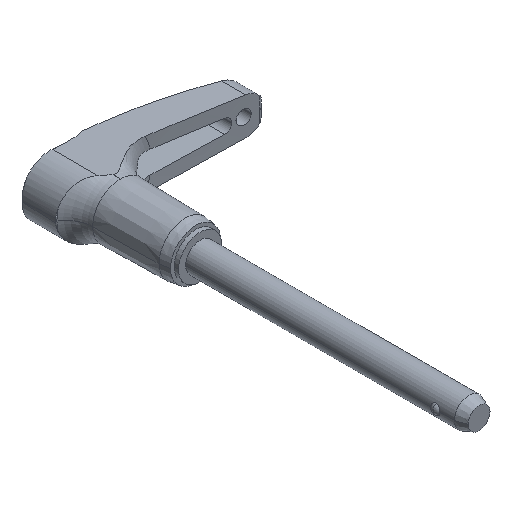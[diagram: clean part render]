
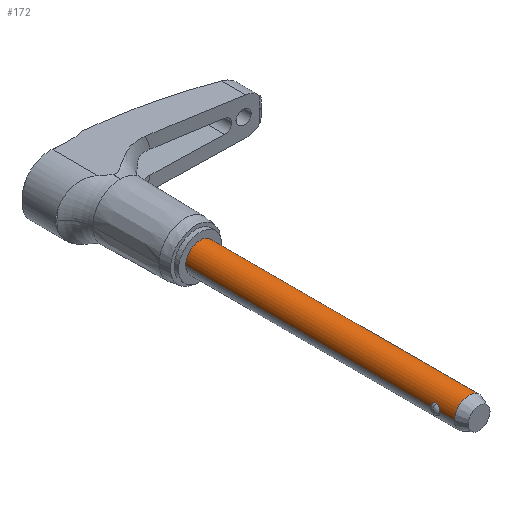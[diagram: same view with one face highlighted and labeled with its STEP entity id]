
A CAD part, isometric view. The second image highlights one B-rep face of the part: STEP entity #172.
In plain terms, the highlighted cylindrical face has radius 3.175 mm (diameter 6.35 mm), a partial arc.
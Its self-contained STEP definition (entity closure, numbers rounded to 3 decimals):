
#172=ADVANCED_FACE('',(#358),#359,.T.);
#358=FACE_OUTER_BOUND('',#550,.T.);
#359=CYLINDRICAL_SURFACE('',#551,3.175);
#550=EDGE_LOOP('',(#1004,#1005,#1006,#1007,#1008,#1009,#1010,#1011,#1012,#1013));
#551=AXIS2_PLACEMENT_3D('',#1014,#1015,#1016);
#1004=ORIENTED_EDGE('',*,*,#1247,.T.);
#1005=ORIENTED_EDGE('',*,*,#1241,.T.);
#1006=ORIENTED_EDGE('',*,*,#1331,.T.);
#1007=ORIENTED_EDGE('',*,*,#1252,.T.);
#1008=ORIENTED_EDGE('',*,*,#1157,.F.);
#1009=ORIENTED_EDGE('',*,*,#1251,.T.);
#1010=ORIENTED_EDGE('',*,*,#1280,.T.);
#1011=ORIENTED_EDGE('',*,*,#1335,.T.);
#1012=ORIENTED_EDGE('',*,*,#1248,.T.);
#1013=ORIENTED_EDGE('',*,*,#1336,.T.);
#1014=CARTESIAN_POINT('',(0.0,-30.353,0.0));
#1015=DIRECTION('',(-0.0,1.0,0.0));
#1016=DIRECTION('',(1.0,0.0,0.0));
#1157=EDGE_CURVE('',#1378,#1377,#1380,.T.);
#1241=EDGE_CURVE('',#1523,#1521,#1524,.T.);
#1247=EDGE_CURVE('',#1399,#1523,#1530,.T.);
#1248=EDGE_CURVE('',#1531,#1403,#1532,.T.);
#1251=EDGE_CURVE('',#1378,#1535,#1537,.T.);
#1252=EDGE_CURVE('',#1538,#1377,#1539,.T.);
#1280=EDGE_CURVE('',#1535,#1577,#1579,.T.);
#1331=EDGE_CURVE('',#1521,#1538,#1641,.T.);
#1335=EDGE_CURVE('',#1577,#1531,#1645,.T.);
#1336=EDGE_CURVE('',#1403,#1399,#1646,.T.);
#1377=VERTEX_POINT('',#1745);
#1378=VERTEX_POINT('',#1746);
#1380=CIRCLE('',#1748,3.175);
#1399=VERTEX_POINT('',#1836);
#1403=VERTEX_POINT('',#1841);
#1521=VERTEX_POINT('',#2367);
#1523=VERTEX_POINT('',#2369);
#1524=B_SPLINE_CURVE_WITH_KNOTS('',3,(#2370,#2371,#2372,#2373,#2374,#2375,#2376,#2377,#2378,#2379,#2380,#2381,#2382,#2383),.UNSPECIFIED.,.F.,.F.,(4,2,2,2,2,2,4),(1.601,1.892,2.183,2.351,2.519,2.861,3.203),.UNSPECIFIED.);
#1530=LINE('',#2402,#2403);
#1531=VERTEX_POINT('',#2404);
#1532=LINE('',#2405,#2406);
#1535=VERTEX_POINT('',#2422);
#1537=LINE('',#2437,#2438);
#1538=VERTEX_POINT('',#2439);
#1539=LINE('',#2440,#2441);
#1577=VERTEX_POINT('',#2512);
#1579=B_SPLINE_CURVE_WITH_KNOTS('',3,(#2514,#2515,#2516,#2517,#2518,#2519,#2520,#2521,#2522,#2523,#2524,#2525,#2526,#2527),.UNSPECIFIED.,.F.,.F.,(4,2,2,2,2,2,4),(4.804,5.095,5.386,5.554,5.722,6.064,6.406),.UNSPECIFIED.);
#1641=B_SPLINE_CURVE_WITH_KNOTS('',3,(#2815,#2816,#2817,#2818,#2819,#2820,#2821,#2822,#2823,#2824,#2825,#2826,#2827,#2828),.UNSPECIFIED.,.F.,.F.,(4,2,2,2,2,2,4),(3.203,3.545,3.887,4.055,4.223,4.514,4.804),.UNSPECIFIED.);
#1645=B_SPLINE_CURVE_WITH_KNOTS('',3,(#2867,#2868,#2869,#2870,#2871,#2872,#2873,#2874,#2875,#2876,#2877,#2878,#2879,#2880),.UNSPECIFIED.,.F.,.F.,(4,2,2,2,2,2,4),(0.0,0.342,0.684,0.852,1.02,1.311,1.601),.UNSPECIFIED.);
#1646=CIRCLE('',#2881,3.175);
#1745=CARTESIAN_POINT('',(3.175,0.0,0.0));
#1746=CARTESIAN_POINT('',(-3.175,0.0,0.));
#1748=AXIS2_PLACEMENT_3D('',#2978,#2979,#2980);
#1836=CARTESIAN_POINT('',(3.175,-58.496,0.0));
#1841=CARTESIAN_POINT('',(-3.175,-58.496,0.));
#2367=CARTESIAN_POINT('',(2.97,-54.336,1.123));
#2369=CARTESIAN_POINT('',(3.175,-55.333,0.));
#2370=CARTESIAN_POINT('',(3.175,-55.333,0.));
#2371=CARTESIAN_POINT('',(3.175,-55.333,0.097));
#2372=CARTESIAN_POINT('',(3.17,-55.322,0.202));
#2373=CARTESIAN_POINT('',(3.151,-55.272,0.405));
#2374=CARTESIAN_POINT('',(3.136,-55.235,0.503));
#2375=CARTESIAN_POINT('',(3.111,-55.163,0.636));
#2376=CARTESIAN_POINT('',(3.1,-55.131,0.687));
#2377=CARTESIAN_POINT('',(3.077,-55.058,0.783));
#2378=CARTESIAN_POINT('',(3.065,-55.018,0.828));
#2379=CARTESIAN_POINT('',(3.033,-54.896,0.942));
#2380=CARTESIAN_POINT('',(3.011,-54.794,1.01));
#2381=CARTESIAN_POINT('',(2.979,-54.571,1.1));
#2382=CARTESIAN_POINT('',(2.97,-54.45,1.123));
#2383=CARTESIAN_POINT('',(2.97,-54.336,1.123));
#2402=CARTESIAN_POINT('',(3.175,-30.353,0.));
#2403=VECTOR('',#3084,1.0);
#2404=CARTESIAN_POINT('',(-3.175,-55.333,0.));
#2405=CARTESIAN_POINT('',(-3.175,-30.353,0.));
#2406=VECTOR('',#3085,1.0);
#2422=CARTESIAN_POINT('',(-3.175,-53.34,0.));
#2437=CARTESIAN_POINT('',(-3.175,-30.353,0.));
#2438=VECTOR('',#3086,1.0);
#2439=CARTESIAN_POINT('',(3.175,-53.34,0.));
#2440=CARTESIAN_POINT('',(3.175,-30.353,0.));
#2441=VECTOR('',#3087,1.0);
#2512=CARTESIAN_POINT('',(-2.97,-54.336,1.123));
#2514=CARTESIAN_POINT('',(-3.175,-53.34,0.));
#2515=CARTESIAN_POINT('',(-3.175,-53.34,0.097));
#2516=CARTESIAN_POINT('',(-3.17,-53.351,0.202));
#2517=CARTESIAN_POINT('',(-3.151,-53.401,0.405));
#2518=CARTESIAN_POINT('',(-3.136,-53.438,0.503));
#2519=CARTESIAN_POINT('',(-3.111,-53.509,0.636));
#2520=CARTESIAN_POINT('',(-3.1,-53.542,0.687));
#2521=CARTESIAN_POINT('',(-3.077,-53.615,0.783));
#2522=CARTESIAN_POINT('',(-3.065,-53.655,0.828));
#2523=CARTESIAN_POINT('',(-3.033,-53.777,0.942));
#2524=CARTESIAN_POINT('',(-3.011,-53.879,1.01));
#2525=CARTESIAN_POINT('',(-2.979,-54.101,1.1));
#2526=CARTESIAN_POINT('',(-2.97,-54.222,1.123));
#2527=CARTESIAN_POINT('',(-2.97,-54.336,1.123));
#2815=CARTESIAN_POINT('',(2.97,-54.336,1.123));
#2816=CARTESIAN_POINT('',(2.97,-54.222,1.123));
#2817=CARTESIAN_POINT('',(2.979,-54.101,1.1));
#2818=CARTESIAN_POINT('',(3.011,-53.879,1.01));
#2819=CARTESIAN_POINT('',(3.033,-53.777,0.942));
#2820=CARTESIAN_POINT('',(3.065,-53.655,0.828));
#2821=CARTESIAN_POINT('',(3.077,-53.615,0.783));
#2822=CARTESIAN_POINT('',(3.1,-53.542,0.687));
#2823=CARTESIAN_POINT('',(3.111,-53.509,0.636));
#2824=CARTESIAN_POINT('',(3.136,-53.438,0.503));
#2825=CARTESIAN_POINT('',(3.151,-53.401,0.405));
#2826=CARTESIAN_POINT('',(3.17,-53.351,0.202));
#2827=CARTESIAN_POINT('',(3.175,-53.34,0.097));
#2828=CARTESIAN_POINT('',(3.175,-53.34,0.));
#2867=CARTESIAN_POINT('',(-2.97,-54.336,1.123));
#2868=CARTESIAN_POINT('',(-2.97,-54.45,1.123));
#2869=CARTESIAN_POINT('',(-2.979,-54.571,1.1));
#2870=CARTESIAN_POINT('',(-3.011,-54.794,1.01));
#2871=CARTESIAN_POINT('',(-3.033,-54.896,0.942));
#2872=CARTESIAN_POINT('',(-3.065,-55.018,0.828));
#2873=CARTESIAN_POINT('',(-3.077,-55.058,0.783));
#2874=CARTESIAN_POINT('',(-3.1,-55.131,0.687));
#2875=CARTESIAN_POINT('',(-3.111,-55.163,0.636));
#2876=CARTESIAN_POINT('',(-3.136,-55.235,0.503));
#2877=CARTESIAN_POINT('',(-3.151,-55.272,0.405));
#2878=CARTESIAN_POINT('',(-3.17,-55.322,0.202));
#2879=CARTESIAN_POINT('',(-3.175,-55.333,0.097));
#2880=CARTESIAN_POINT('',(-3.175,-55.333,0.));
#2881=AXIS2_PLACEMENT_3D('',#3187,#3188,#3189);
#2978=CARTESIAN_POINT('',(0.0,0.0,0.0));
#2979=DIRECTION('',(-0.0,1.0,0.0));
#2980=DIRECTION('',(1.0,0.0,0.0));
#3084=DIRECTION('',(0.0,1.0,0.0));
#3085=DIRECTION('',(-0.0,-1.0,-0.0));
#3086=DIRECTION('',(-0.0,-1.0,-0.0));
#3087=DIRECTION('',(0.0,1.0,0.0));
#3187=CARTESIAN_POINT('',(0.0,-58.496,0.0));
#3188=DIRECTION('',(0.,1.0,0.0));
#3189=DIRECTION('',(1.0,0.,0.0));
